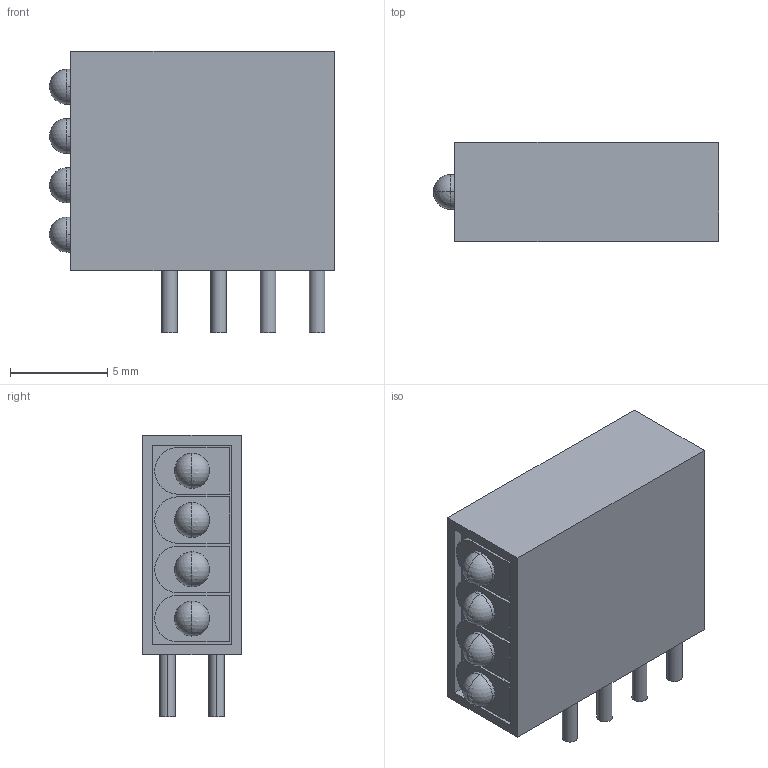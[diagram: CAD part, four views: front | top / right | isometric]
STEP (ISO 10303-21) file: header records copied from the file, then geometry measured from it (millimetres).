
FILE_DESCRIPTION((''),'2;1');
FILE_NAME('LED_BIVAR_H485CHDL.stp','2008-12-11T15:16:50',(''),(''),'Mechanical Desktop 2009','Mechanical Desktop 2009',', , ');
FILE_SCHEMA(('AUTOMOTIVE_DESIGN { 1 2 10303 214 1 1 1 1 }'));
Length unit declared in the file: millimetre
Products named in the file (1): Product
Bounding box: 14.7 x 5.1 x 14.5 mm (x, y, z)
Volume: 806.9 mm3; surface area: 805.3 mm2
Topology: 21 solids, 21 shells, 91 faces, 168 edges, 104 vertices
Faces by surface type: plane 55, cylinder 28, sphere 8
Entity records: 2193 total; most frequent: DIRECTION 400, CARTESIAN_POINT 348, ORIENTED_EDGE 304, AXIS2_PLACEMENT_3D 156, EDGE_CURVE 152, VERTEX_POINT 104, EDGE_LOOP 92, FACE_OUTER_BOUND 91
